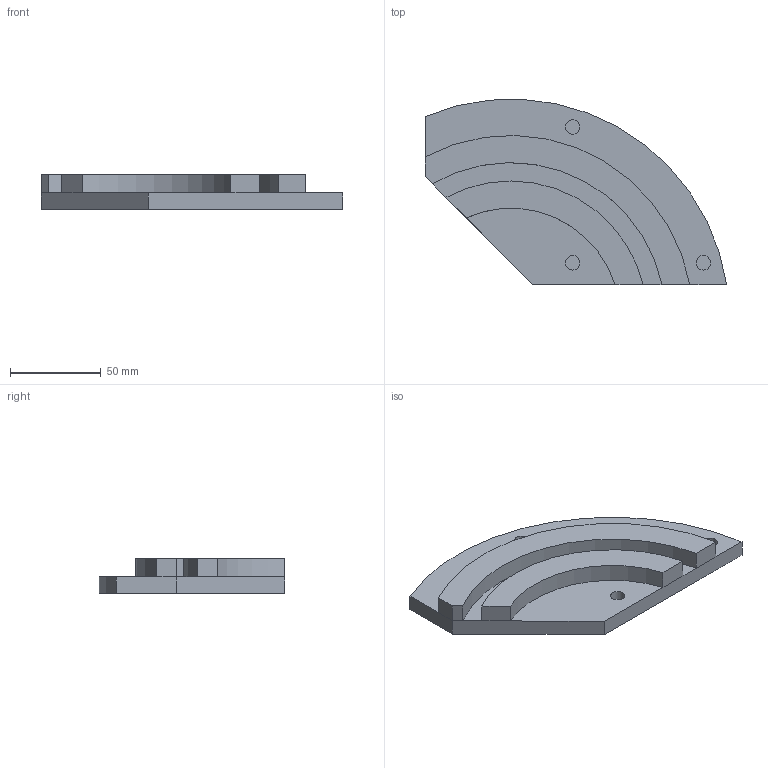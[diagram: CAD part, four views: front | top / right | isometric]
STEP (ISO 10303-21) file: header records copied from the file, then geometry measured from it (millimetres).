
FILE_DESCRIPTION(('FreeCAD Model'),'2;1');
FILE_NAME('Tourillon female - drawing 2.step','2020-10-30T19:14:50',('Author'),(''), 'Open CASCADE STEP processor 7.4','FreeCAD','Unknown');
FILE_SCHEMA(('AUTOMOTIVE_DESIGN { 1 0 10303 214 1 1 1 1 }'));
Length unit declared in the file: millimetre
Products named in the file (1): Body
Bounding box: 165.64 x 101.83 x 19 mm (x, y, z)
Volume: 151865.9 mm3; surface area: 34976.6 mm2
Topology: 1 solids, 1 shells, 25 faces, 51 edges, 31 vertices
Faces by surface type: plane 17, cylinder 8
Full cylindrical faces by diameter (mm): 8 x3
Entity records: 1361 total; most frequent: CARTESIAN_POINT 264, DIRECTION 212, LINE 121, VECTOR 121, ORIENTED_EDGE 102, PCURVE 102, DEFINITIONAL_REPRESENTATION 102, EDGE_CURVE 51
